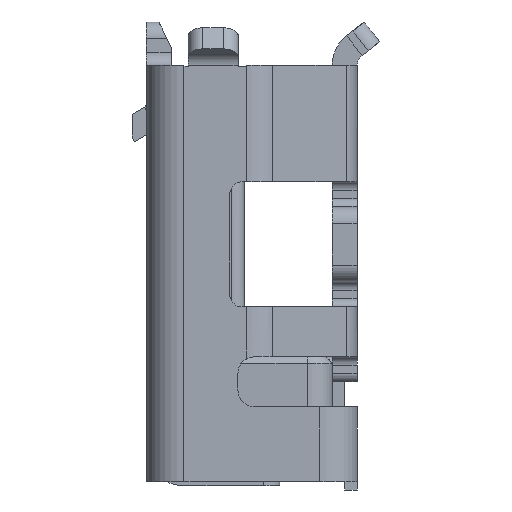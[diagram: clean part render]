
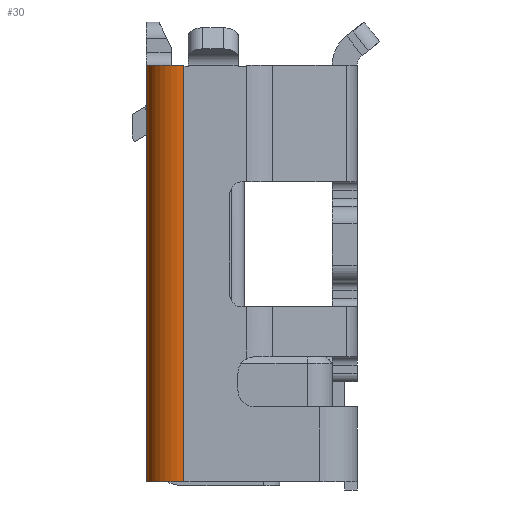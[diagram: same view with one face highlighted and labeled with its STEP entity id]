
A CAD part, left-side view. The second image highlights one B-rep face of the part: STEP entity #30.
In plain terms, the highlighted cylindrical face has radius 0.45 mm (diameter 0.9 mm), a partial arc.
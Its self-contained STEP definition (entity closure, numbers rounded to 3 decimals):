
#30 = ADVANCED_FACE ( 'NONE', ( #2207 ), #13342, .T. ) ;
#617 = CARTESIAN_POINT ( 'NONE',  ( -3.3, 2.08, -3.11 ) ) ;
#924 = EDGE_LOOP ( 'NONE', ( #12928, #2598, #2489, #9020, #2689 ) ) ;
#1155 = EDGE_CURVE ( 'NONE', #18938, #1750, #7463, .T. ) ;
#1750 = VERTEX_POINT ( 'NONE', #18694 ) ;
#2207 = FACE_OUTER_BOUND ( 'NONE', #924, .T. ) ;
#2489 = ORIENTED_EDGE ( 'NONE', *, *, #1155, .F. ) ;
#2598 = ORIENTED_EDGE ( 'NONE', *, *, #12357, .F. ) ;
#2689 = ORIENTED_EDGE ( 'NONE', *, *, #16336, .T. ) ;
#3902 = LINE ( 'NONE', #20305, #8022 ) ;
#4799 = CARTESIAN_POINT ( 'NONE',  ( -3.3, 2.08, 1.89 ) ) ;
#5689 = CARTESIAN_POINT ( 'NONE',  ( -3.75, 2.08, 0. ) ) ;
#5761 = CARTESIAN_POINT ( 'NONE',  ( -3.75, 2.08, -3.11 ) ) ;
#6642 = EDGE_CURVE ( 'NONE', #18938, #8227, #11770, .T. ) ;
#6701 = CARTESIAN_POINT ( 'NONE',  ( -3.75, 2.08, 1.89 ) ) ;
#7172 = DIRECTION ( 'NONE',  ( 0., 0., 1. ) ) ;
#7463 = CIRCLE ( 'NONE', #19289, 0.45 ) ;
#7633 = CIRCLE ( 'NONE', #7978, 0.45 ) ;
#7978 = AXIS2_PLACEMENT_3D ( 'NONE', #4799, #11267, #17927 ) ;
#8022 = VECTOR ( 'NONE', #7172, 1000. ) ;
#8227 = VERTEX_POINT ( 'NONE', #17067 ) ;
#8238 = VECTOR ( 'NONE', #20300, 1000. ) ;
#8864 = LINE ( 'NONE', #5689, #8238 ) ;
#9020 = ORIENTED_EDGE ( 'NONE', *, *, #6642, .T. ) ;
#9635 = AXIS2_PLACEMENT_3D ( 'NONE', #617, #10376, #16813 ) ;
#9784 = VERTEX_POINT ( 'NONE', #6701 ) ;
#9856 = DIRECTION ( 'NONE',  ( -1., 0., 0. ) ) ;
#10376 = DIRECTION ( 'NONE',  ( 0., 0., -1. ) ) ;
#11197 = EDGE_CURVE ( 'NONE', #16611, #9784, #7633, .T. ) ;
#11267 = DIRECTION ( 'NONE',  ( 0., 0., 1. ) ) ;
#11553 = DIRECTION ( 'NONE',  ( 0., 0., -1. ) ) ;
#11770 = LINE ( 'NONE', #16302, #11847 ) ;
#11847 = VECTOR ( 'NONE', #18223, 1000. ) ;
#12357 = EDGE_CURVE ( 'NONE', #1750, #16611, #3902, .T. ) ;
#12928 = ORIENTED_EDGE ( 'NONE', *, *, #11197, .F. ) ;
#13029 = CARTESIAN_POINT ( 'NONE',  ( -3.3, 2.08, -3.11 ) ) ;
#13342 = CYLINDRICAL_SURFACE ( 'NONE', #9635, 0.45 ) ;
#16302 = CARTESIAN_POINT ( 'NONE',  ( -3.75, 2.08, 1.89 ) ) ;
#16336 = EDGE_CURVE ( 'NONE', #8227, #9784, #8864, .T. ) ;
#16611 = VERTEX_POINT ( 'NONE', #18485 ) ;
#16813 = DIRECTION ( 'NONE',  ( -1., 0., 0. ) ) ;
#17067 = CARTESIAN_POINT ( 'NONE',  ( -3.75, 2.08, 1.88 ) ) ;
#17927 = DIRECTION ( 'NONE',  ( -1., 0., 0. ) ) ;
#18223 = DIRECTION ( 'NONE',  ( 0., 0., 1. ) ) ;
#18485 = CARTESIAN_POINT ( 'NONE',  ( -3.3, 2.53, 1.89 ) ) ;
#18694 = CARTESIAN_POINT ( 'NONE',  ( -3.3, 2.53, -3.11 ) ) ;
#18938 = VERTEX_POINT ( 'NONE', #5761 ) ;
#19289 = AXIS2_PLACEMENT_3D ( 'NONE', #13029, #11553, #9856 ) ;
#20300 = DIRECTION ( 'NONE',  ( 0., 0., 1. ) ) ;
#20305 = CARTESIAN_POINT ( 'NONE',  ( -3.3, 2.53, 0. ) ) ;
